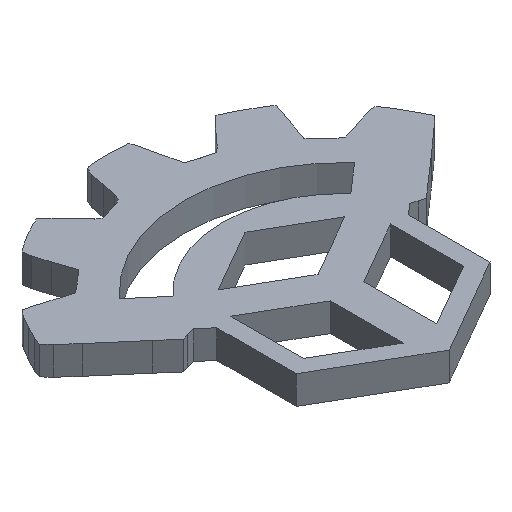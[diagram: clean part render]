
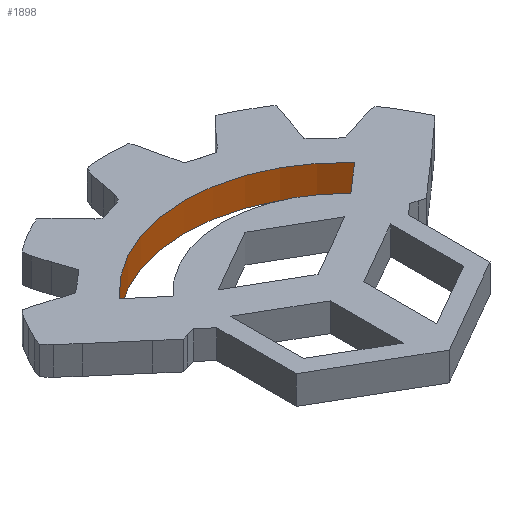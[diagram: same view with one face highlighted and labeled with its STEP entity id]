
A CAD part, isometric view. The second image highlights one B-rep face of the part: STEP entity #1898.
In plain terms, the highlighted cylindrical face has radius 17.74 mm (diameter 35.481 mm), a partial arc.
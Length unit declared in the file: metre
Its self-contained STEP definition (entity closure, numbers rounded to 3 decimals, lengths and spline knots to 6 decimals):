
#13=CYLINDRICAL_SURFACE('',#2005,0.01774);
#15=CIRCLE('',#1916,0.01774);
#17=CIRCLE('',#2006,0.01774);
#455=ORIENTED_EDGE('',*,*,#815,.T.);
#456=ORIENTED_EDGE('',*,*,#816,.T.);
#457=ORIENTED_EDGE('',*,*,#817,.F.);
#458=ORIENTED_EDGE('',*,*,#639,.F.);
#639=EDGE_CURVE('',#906,#907,#15,.T.);
#815=EDGE_CURVE('',#906,#995,#1257,.T.);
#816=EDGE_CURVE('',#995,#996,#17,.T.);
#817=EDGE_CURVE('',#907,#996,#1258,.T.);
#906=VERTEX_POINT('',#2640);
#907=VERTEX_POINT('',#2642);
#995=VERTEX_POINT('',#2992);
#996=VERTEX_POINT('',#2996);
#1257=LINE('',#2993,#1520);
#1258=LINE('',#2997,#1521);
#1520=VECTOR('',#2453,1.);
#1521=VECTOR('',#2458,1.);
#1615=EDGE_LOOP('',(#455,#456,#457,#458));
#1714=FACE_BOUND('',#1615,.T.);
#1898=ADVANCED_FACE('',(#1714),#13,.F.);
#1916=AXIS2_PLACEMENT_3D('',#2641,#2101,#2102);
#2005=AXIS2_PLACEMENT_3D('',#2994,#2454,#2455);
#2006=AXIS2_PLACEMENT_3D('',#2995,#2456,#2457);
#2101=DIRECTION('',(0.,0.,1.));
#2102=DIRECTION('',(1.,0.,0.));
#2453=DIRECTION('',(0.,0.,1.));
#2454=DIRECTION('',(0.,0.,1.));
#2455=DIRECTION('',(1.,0.,0.));
#2456=DIRECTION('',(0.,0.,1.));
#2457=DIRECTION('',(1.,0.,0.));
#2458=DIRECTION('',(0.,0.,1.));
#2640=CARTESIAN_POINT('',(0.012887,0.004432,-0.000626));
#2641=CARTESIAN_POINT('',(-0.000284,-0.007452,-0.000626));
#2642=CARTESIAN_POINT('',(-0.013479,0.004407,-0.000626));
#2992=CARTESIAN_POINT('',(0.012887,0.004432,0.002549));
#2993=CARTESIAN_POINT('',(0.012887,0.004432,-0.000626));
#2994=CARTESIAN_POINT('',(-0.000284,-0.007452,-0.000626));
#2995=CARTESIAN_POINT('',(-0.000284,-0.007452,0.002549));
#2996=CARTESIAN_POINT('',(-0.013479,0.004407,0.002549));
#2997=CARTESIAN_POINT('',(-0.013479,0.004407,-0.000626));
